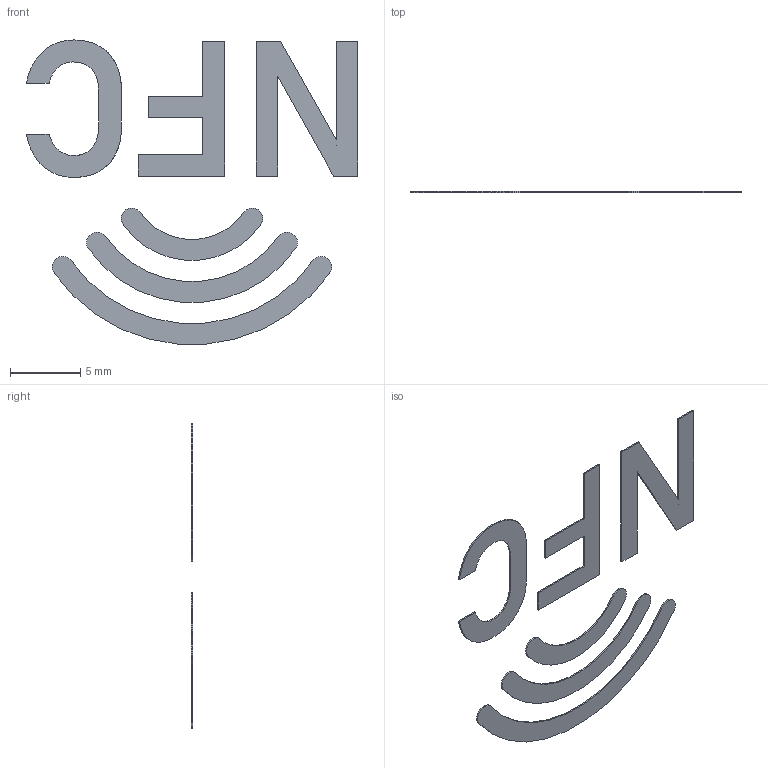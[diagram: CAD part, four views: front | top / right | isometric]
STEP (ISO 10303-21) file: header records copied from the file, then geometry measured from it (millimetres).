
FILE_DESCRIPTION(/* description */ (''),/* implementation_level */ '2;1');
FILE_NAME(/* name */ 'NFC Text.stp',/* time_stamp */ '2025-09-12T00:13:38+02:00',/* author */ (''),/* organization */ (''),/* preprocessor_version */ 'ST-DEVELOPER v20.1',/* originating_system */ 'Autodesk Translation Framework v14.10.0.0',/* authorisation */ '');
FILE_SCHEMA (('AUTOMOTIVE_DESIGN { 1 0 10303 214 3 1 1 }'));
Length unit declared in the file: millimetre
Products named in the file (1): NFC Text
Bounding box: 23.61 x 0.1 x 21.67 mm (x, y, z)
Volume: 17.6 mm3; surface area: 376.6 mm2
Topology: 6 solids, 6 shells, 75 faces, 189 edges, 126 vertices
Faces by surface type: plane 38, bspline 24, cylinder 13
Entity records: 2316 total; most frequent: CARTESIAN_POINT 607, ORIENTED_EDGE 378, DIRECTION 271, EDGE_CURVE 189, VERTEX_POINT 126, LINE 115, VECTOR 115, AXIS2_PLACEMENT_3D 78
